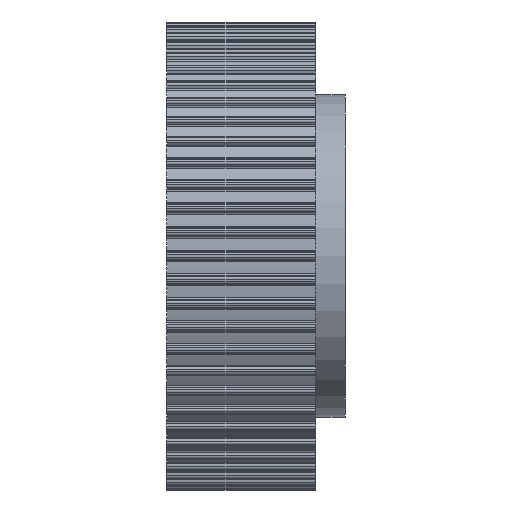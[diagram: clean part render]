
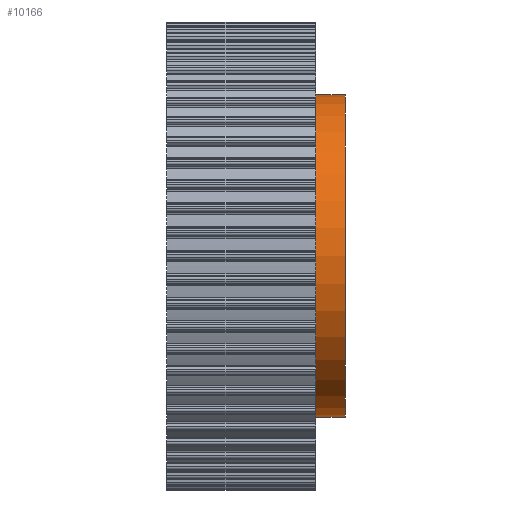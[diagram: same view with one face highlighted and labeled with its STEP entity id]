
A CAD part, front view. The second image highlights one B-rep face of the part: STEP entity #10166.
In plain terms, the highlighted cylindrical face has radius 32.5 mm (diameter 65 mm), a partial arc.
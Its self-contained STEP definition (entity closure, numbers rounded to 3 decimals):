
#5102=CARTESIAN_POINT('',(30.,0.,32.5));
#5103=VERTEX_POINT('',#5102);
#5104=CARTESIAN_POINT('',(30.,-0.,-32.5));
#5105=VERTEX_POINT('',#5104);
#5106=CARTESIAN_POINT('',(30.,0.,0.));
#5107=DIRECTION('',(1.,0.,0.));
#5108=DIRECTION('',(0.,0.,-1.));
#5109=AXIS2_PLACEMENT_3D('',#5106,#5107,#5108);
#5110=CIRCLE('',#5109,32.5);
#5111=EDGE_CURVE('',#5103,#5105,#5110,.T.);
#10135=CARTESIAN_POINT('',(36.,0.,0.));
#10136=DIRECTION('',(1.,0.,0.));
#10137=DIRECTION('',(0.,0.,-1.));
#10138=AXIS2_PLACEMENT_3D('',#10135,#10136,#10137);
#10139=CYLINDRICAL_SURFACE('',#10138,32.5);
#10140=CARTESIAN_POINT('',(36.,0.,32.5));
#10141=VERTEX_POINT('',#10140);
#10142=CARTESIAN_POINT('',(36.,0.,32.5));
#10143=DIRECTION('',(-1.,-0.,0.));
#10144=VECTOR('',#10143,6.);
#10145=LINE('',#10142,#10144);
#10146=EDGE_CURVE('',#10141,#5103,#10145,.T.);
#10147=ORIENTED_EDGE('',*,*,#10146,.T.);
#10148=ORIENTED_EDGE('',*,*,#5111,.T.);
#10149=CARTESIAN_POINT('',(36.,-0.,-32.5));
#10150=VERTEX_POINT('',#10149);
#10151=CARTESIAN_POINT('',(36.,0.,-32.5));
#10152=DIRECTION('',(-1.,-0.,0.));
#10153=VECTOR('',#10152,6.);
#10154=LINE('',#10151,#10153);
#10155=EDGE_CURVE('',#10150,#5105,#10154,.T.);
#10156=ORIENTED_EDGE('',*,*,#10155,.F.);
#10157=CARTESIAN_POINT('',(36.,0.,0.));
#10158=DIRECTION('',(1.,0.,0.));
#10159=DIRECTION('',(0.,0.,-1.));
#10160=AXIS2_PLACEMENT_3D('',#10157,#10158,#10159);
#10161=CIRCLE('',#10160,32.5);
#10162=EDGE_CURVE('',#10141,#10150,#10161,.T.);
#10163=ORIENTED_EDGE('',*,*,#10162,.F.);
#10164=EDGE_LOOP('',(#10147,#10148,#10156,#10163));
#10165=FACE_BOUND('',#10164,.T.);
#10166=ADVANCED_FACE('',(#10165),#10139,.T.);
